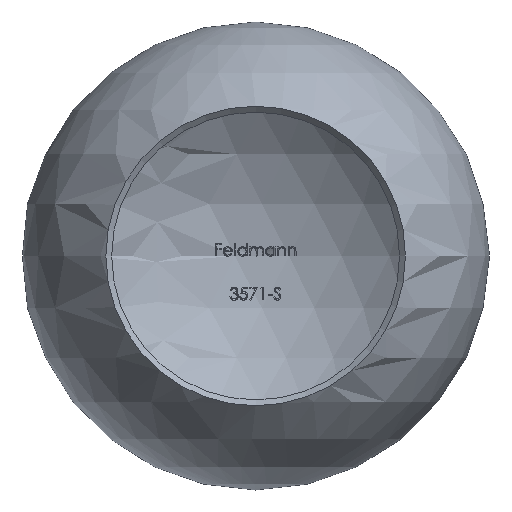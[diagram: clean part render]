
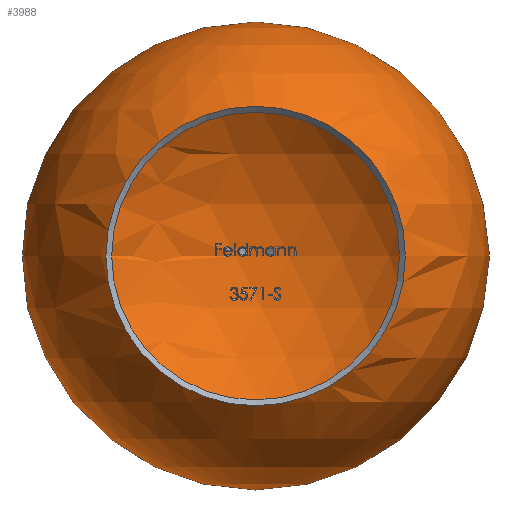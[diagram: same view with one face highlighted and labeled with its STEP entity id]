
A CAD part, front view. The second image highlights one B-rep face of the part: STEP entity #3988.
In plain terms, the highlighted spherical face has radius 10 mm.
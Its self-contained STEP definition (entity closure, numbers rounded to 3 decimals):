
#109 = VERTEX_POINT ( 'NONE', #6470 ) ;
#211 = DIRECTION ( 'NONE',  ( 1., 0., 0. ) ) ;
#330 = AXIS2_PLACEMENT_3D ( 'NONE', #8781, #850, #1626 ) ;
#850 = DIRECTION ( 'NONE',  ( 0., 0., 1. ) ) ;
#1626 = DIRECTION ( 'NONE',  ( 1., 0., 0. ) ) ;
#2226 = SPHERICAL_SURFACE ( 'NONE', #330, 10. ) ;
#3113 = CARTESIAN_POINT ( 'NONE',  ( 0., -7.684, 0. ) ) ;
#3173 = EDGE_CURVE ( 'NONE', #109, #109, #9302, .T. ) ;
#3988 = ADVANCED_FACE ( 'NONE', ( #4362 ), #2226, .T. ) ;
#4362 = FACE_OUTER_BOUND ( 'NONE', #5402, .T. ) ;
#5402 = EDGE_LOOP ( 'NONE', ( #8788 ) ) ;
#6130 = AXIS2_PLACEMENT_3D ( 'NONE', #3113, #6649, #211 ) ;
#6470 = CARTESIAN_POINT ( 'NONE',  ( 6.4, -7.684, 0. ) ) ;
#6649 = DIRECTION ( 'NONE',  ( 0., -1., 0. ) ) ;
#8781 = CARTESIAN_POINT ( 'NONE',  ( 0., 0., 0. ) ) ;
#8788 = ORIENTED_EDGE ( 'NONE', *, *, #3173, .F. ) ;
#9302 = CIRCLE ( 'NONE', #6130, 6.4 ) ;
